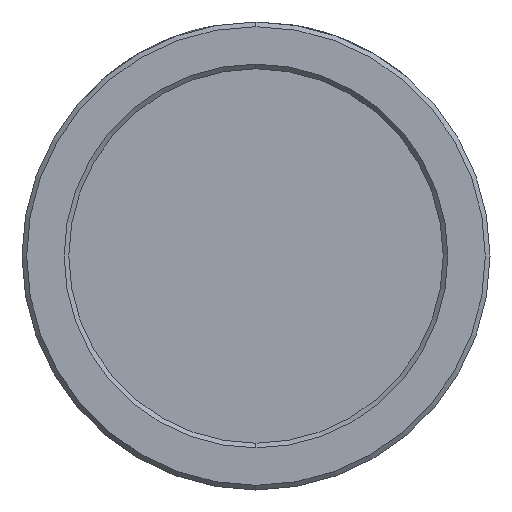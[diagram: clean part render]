
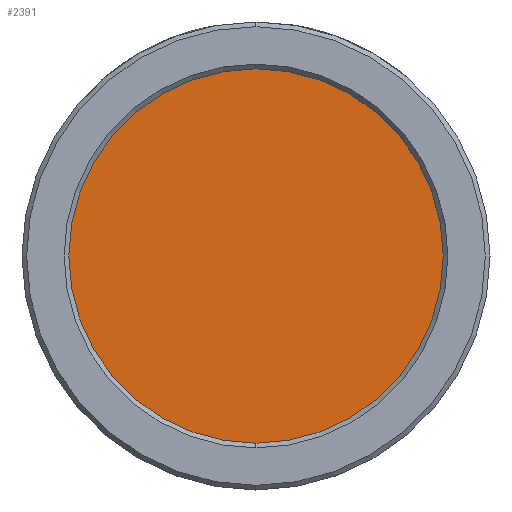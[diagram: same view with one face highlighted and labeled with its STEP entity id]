
A CAD part, left-side view. The second image highlights one B-rep face of the part: STEP entity #2391.
In plain terms, the highlighted planar face has unit normal (-1, 0, 0).
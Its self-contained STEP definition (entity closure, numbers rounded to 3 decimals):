
#2379 = EDGE_LOOP ( 'NONE', ( #2388, #2393 ) ) ;
#2381 = EDGE_CURVE ( 'NONE', #2384, #2392, #9303, .T. ) ;
#2384 = VERTEX_POINT ( 'NONE', #9274 ) ;
#2388 = ORIENTED_EDGE ( 'NONE', *, *, #2381, .F. ) ;
#2391 = ADVANCED_FACE ( 'NONE', ( #9291 ), #9302, .F. ) ;
#2392 = VERTEX_POINT ( 'NONE', #9281 ) ;
#2393 = ORIENTED_EDGE ( 'NONE', *, *, #2394, .F. ) ;
#2394 = EDGE_CURVE ( 'NONE', #2392, #2384, #9287, .T. ) ;
#9274 = CARTESIAN_POINT ( 'NONE',  ( -109.994, -25.818, -4.849 ) ) ;
#9281 = CARTESIAN_POINT ( 'NONE',  ( -109.994, -2.343, 4.849 ) ) ;
#9287 = CIRCLE ( 'NONE', #9332, 12.7 ) ;
#9290 = AXIS2_PLACEMENT_3D ( 'NONE', #9338, #9337, #9336 ) ;
#9291 = FACE_OUTER_BOUND ( 'NONE', #2379, .T. ) ;
#9292 = DIRECTION ( 'NONE',  ( 0., -0.924, -0.382 ) ) ;
#9293 = DIRECTION ( 'NONE',  ( 1., 0., 0. ) ) ;
#9294 = CARTESIAN_POINT ( 'NONE',  ( -109.994, -14.08, 0. ) ) ;
#9295 = AXIS2_PLACEMENT_3D ( 'NONE', #9294, #9293, #9292 ) ;
#9302 = PLANE ( 'NONE',  #9290 ) ;
#9303 = CIRCLE ( 'NONE', #9295, 12.7 ) ;
#9329 = DIRECTION ( 'NONE',  ( 0., -0.924, -0.382 ) ) ;
#9330 = DIRECTION ( 'NONE',  ( 1., 0., 0. ) ) ;
#9331 = CARTESIAN_POINT ( 'NONE',  ( -109.994, -14.08, 0. ) ) ;
#9332 = AXIS2_PLACEMENT_3D ( 'NONE', #9331, #9330, #9329 ) ;
#9336 = DIRECTION ( 'NONE',  ( 0., -0.924, -0.382 ) ) ;
#9337 = DIRECTION ( 'NONE',  ( 1., 0., 0. ) ) ;
#9338 = CARTESIAN_POINT ( 'NONE',  ( -109.994, -14.08, 0. ) ) ;
